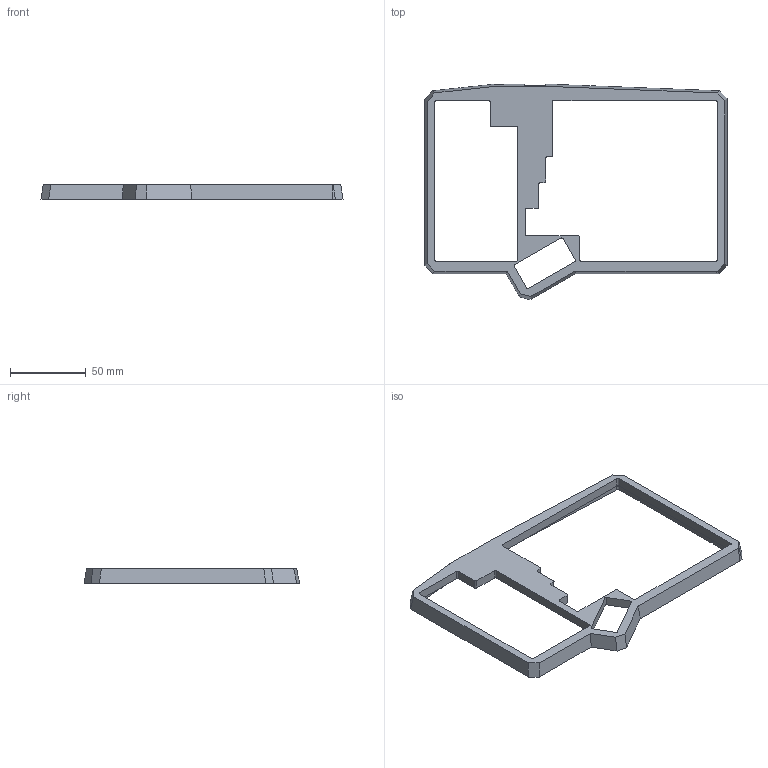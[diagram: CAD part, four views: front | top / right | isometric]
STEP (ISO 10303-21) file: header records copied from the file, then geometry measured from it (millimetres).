
FILE_DESCRIPTION(/* description */ ('','CAx-IF Rec.Pracs.---Representation and Presentation of Product Manufacturing Information (PMI)---4.0---2014-10-13'),/* implementation_level */ '2;1');
FILE_NAME(/* name */ 'Brim.step',/* time_stamp */ '2024-12-21T17:36:53+01:00',/* author */ (''),/* organization */ (''),/* preprocessor_version */ 'ST-DEVELOPER v20',/* originating_system */ 'Autodesk Translation Framework v13.20.0.188',/* authorisation */ '');
FILE_SCHEMA (('AP242_MANAGED_MODEL_BASED_3D_ENGINEERING_MIM_LF { 1 0 10303 442 1 1 4 }'));
Length unit declared in the file: millimetre
Products named in the file (1): Brim
Bounding box: 199 x 141.91 x 9.8 mm (x, y, z)
Volume: 49108.9 mm3; surface area: 27223.5 mm2
Topology: 1 solids, 1 shells, 108 faces, 318 edges, 212 vertices
Faces by surface type: plane 63, cylinder 35, torus 5, cone 5
Full cylindrical faces by diameter (mm): 2.8 x5
Entity records: 3769 total; most frequent: CARTESIAN_POINT 789, ORIENTED_EDGE 636, DIRECTION 615, EDGE_CURVE 318, VERTEX_POINT 212, LINE 205, VECTOR 205, AXIS2_PLACEMENT_3D 205
